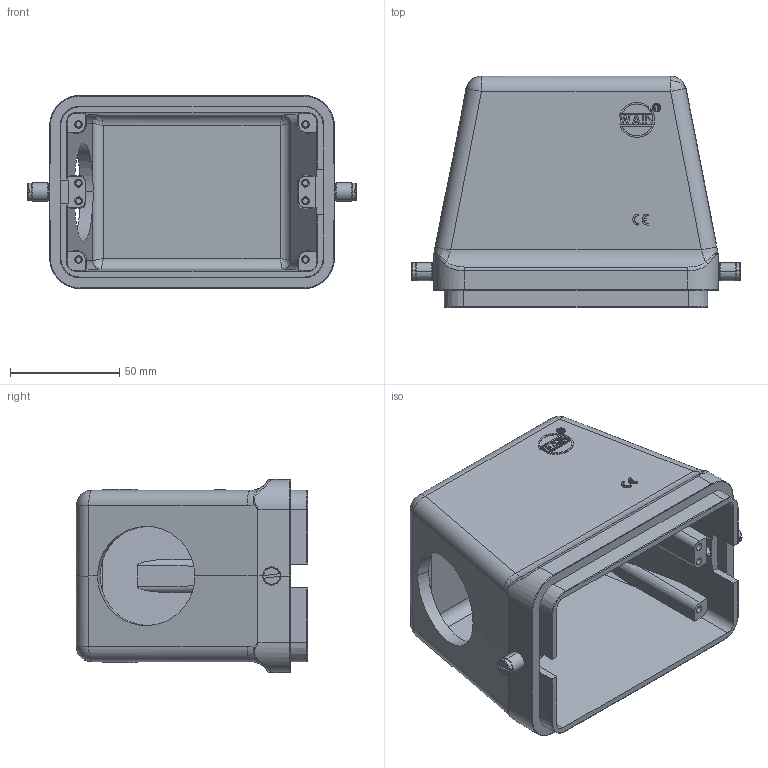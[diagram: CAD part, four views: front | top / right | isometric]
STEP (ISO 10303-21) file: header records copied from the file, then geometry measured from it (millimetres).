
FILE_DESCRIPTION(/* description */ (''),/* implementation_level */ '2;1');
FILE_NAME(/* name */ '3D_1110485151013_H48B-SE-2B-PG36_V1.1.stp',/* time_stamp */ '2024-02-04T16:45:34+08:00',/* author */ (''),/* organization */ (''),/* preprocessor_version */ 'ST-DEVELOPER v18.1',/* originating_system */ 'SIEMENS PLM Software NX 1980',/* authorisation */ '');
FILE_SCHEMA (('AUTOMOTIVE_DESIGN { 1 0 10303 214 3 1 1 1 }'));
Length unit declared in the file: millimetre
Products named in the file (1): 3D_1110485151004_H48B-SE-2B-M32_V1.0_stp
Bounding box: 150.8 x 106 x 88.5 mm (x, y, z)
Volume: 246428 mm3; surface area: 92079.3 mm2
Topology: 1 solids, 3 shells, 483 faces, 1212 edges, 780 vertices
Faces by surface type: plane 277, cylinder 125, cone 24, bspline 20, torus 18, extrusion 13, sphere 6
Entity records: 16457 total; most frequent: CARTESIAN_POINT 5409, ORIENTED_EDGE 2424, DIRECTION 1996, EDGE_CURVE 1212, VECTOR 810, LINE 797, VERTEX_POINT 780, AXIS2_PLACEMENT_3D 593
